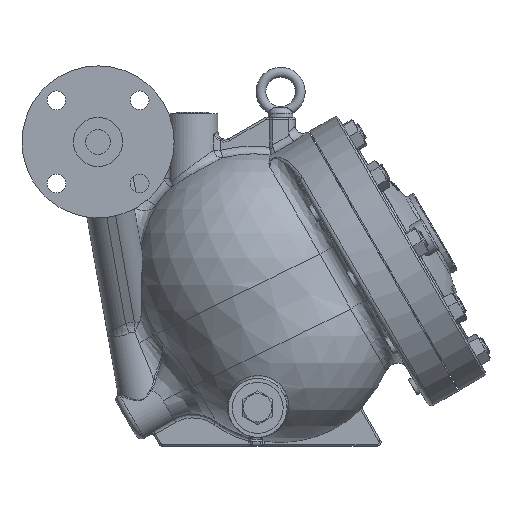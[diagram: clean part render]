
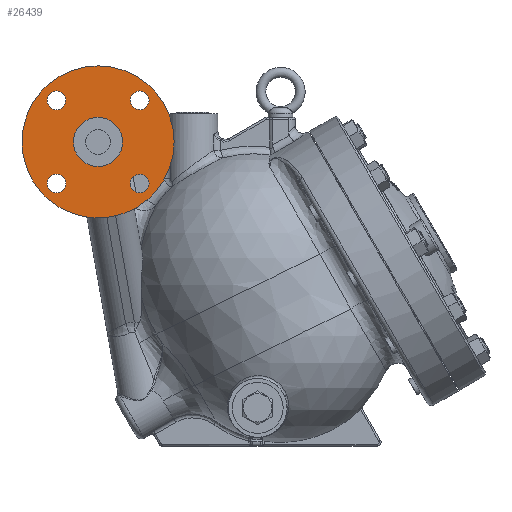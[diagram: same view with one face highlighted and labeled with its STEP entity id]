
A CAD part, front view. The second image highlights one B-rep face of the part: STEP entity #26439.
In plain terms, the highlighted planar face has unit normal (0, -1, 0).
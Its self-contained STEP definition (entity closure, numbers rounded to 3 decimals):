
#26368=CARTESIAN_POINT('',(-96.,-245.0,51.25));
#26369=DIRECTION('',(0.0,-1.0,0.0));
#26370=DIRECTION('',(0.0,0.0,-1.0));
#26371=AXIS2_PLACEMENT_3D('',#26368,#26369,#26370);
#26372=PLANE('',#26371);
#26373=CARTESIAN_POINT('',(-96.,-245.0,77.5));
#26374=VERTEX_POINT('',#26373);
#26375=CARTESIAN_POINT('',(-96.,-245.0,0.));
#26376=DIRECTION('',(0.0,1.0,0.0));
#26377=DIRECTION('',(0.0,0.0,1.0));
#26378=AXIS2_PLACEMENT_3D('',#26375,#26376,#26377);
#26379=CIRCLE('',#26378,77.5);
#26380=EDGE_CURVE('',#26374,#26374,#26379,.T.);
#26381=ORIENTED_EDGE('',*,*,#26380,.F.);
#26382=EDGE_LOOP('',(#26381));
#26383=FACE_OUTER_BOUND('',#26382,.T.);
#26384=CARTESIAN_POINT('',(-138.426,-245.0,-32.926));
#26385=VERTEX_POINT('',#26384);
#26386=CARTESIAN_POINT('',(-138.426,-245.0,-42.426));
#26387=DIRECTION('',(0.0,1.0,0.0));
#26388=DIRECTION('',(0.0,0.0,1.0));
#26389=AXIS2_PLACEMENT_3D('',#26386,#26387,#26388);
#26390=CIRCLE('',#26389,9.5);
#26391=EDGE_CURVE('',#26385,#26385,#26390,.T.);
#26392=ORIENTED_EDGE('',*,*,#26391,.T.);
#26393=EDGE_LOOP('',(#26392));
#26394=FACE_BOUND('',#26393,.T.);
#26395=CARTESIAN_POINT('',(-63.074,-245.0,-42.426));
#26396=VERTEX_POINT('',#26395);
#26397=CARTESIAN_POINT('',(-53.574,-245.0,-42.426));
#26398=DIRECTION('',(0.0,1.0,0.0));
#26399=DIRECTION('',(-1.0,0.0,0.0));
#26400=AXIS2_PLACEMENT_3D('',#26397,#26398,#26399);
#26401=CIRCLE('',#26400,9.5);
#26402=EDGE_CURVE('',#26396,#26396,#26401,.T.);
#26403=ORIENTED_EDGE('',*,*,#26402,.T.);
#26404=EDGE_LOOP('',(#26403));
#26405=FACE_BOUND('',#26404,.T.);
#26406=CARTESIAN_POINT('',(-53.574,-245.0,32.926));
#26407=VERTEX_POINT('',#26406);
#26408=CARTESIAN_POINT('',(-53.574,-245.0,42.426));
#26409=DIRECTION('',(0.0,1.0,0.0));
#26410=DIRECTION('',(0.0,0.0,-1.0));
#26411=AXIS2_PLACEMENT_3D('',#26408,#26409,#26410);
#26412=CIRCLE('',#26411,9.5);
#26413=EDGE_CURVE('',#26407,#26407,#26412,.T.);
#26414=ORIENTED_EDGE('',*,*,#26413,.T.);
#26415=EDGE_LOOP('',(#26414));
#26416=FACE_BOUND('',#26415,.T.);
#26417=CARTESIAN_POINT('',(-128.926,-245.0,42.426));
#26418=VERTEX_POINT('',#26417);
#26419=CARTESIAN_POINT('',(-138.426,-245.0,42.426));
#26420=DIRECTION('',(0.0,1.0,0.0));
#26421=DIRECTION('',(1.0,0.0,0.0));
#26422=AXIS2_PLACEMENT_3D('',#26419,#26420,#26421);
#26423=CIRCLE('',#26422,9.5);
#26424=EDGE_CURVE('',#26418,#26418,#26423,.T.);
#26425=ORIENTED_EDGE('',*,*,#26424,.T.);
#26426=EDGE_LOOP('',(#26425));
#26427=FACE_BOUND('',#26426,.T.);
#26428=CARTESIAN_POINT('',(-96.,-245.0,25.));
#26429=VERTEX_POINT('',#26428);
#26430=CARTESIAN_POINT('',(-96.,-245.0,0.));
#26431=DIRECTION('',(0.0,1.0,0.0));
#26432=DIRECTION('',(0.0,0.0,1.0));
#26433=AXIS2_PLACEMENT_3D('',#26430,#26431,#26432);
#26434=CIRCLE('',#26433,25.0);
#26435=EDGE_CURVE('',#26429,#26429,#26434,.T.);
#26436=ORIENTED_EDGE('',*,*,#26435,.T.);
#26437=EDGE_LOOP('',(#26436));
#26438=FACE_BOUND('',#26437,.T.);
#26439=ADVANCED_FACE('',(#26383,#26394,#26405,#26416,#26427,#26438),#26372,.T.);
